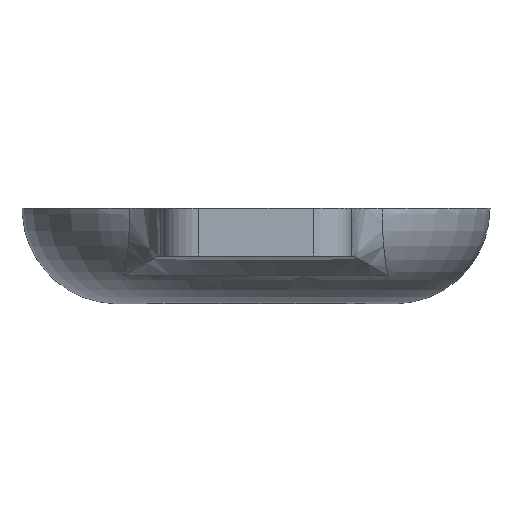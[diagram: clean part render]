
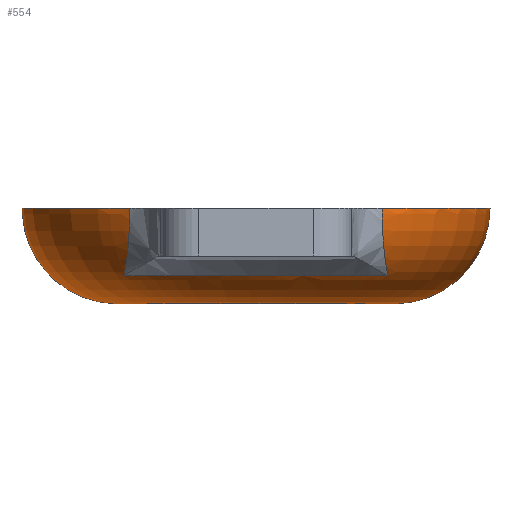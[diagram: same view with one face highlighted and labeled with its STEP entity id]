
A CAD part, front view. The second image highlights one B-rep face of the part: STEP entity #554.
In plain terms, the highlighted toroidal (fillet/blend) face has major radius 14.5 mm and minor radius 10 mm.
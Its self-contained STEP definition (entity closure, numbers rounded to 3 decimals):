
#15=TOROIDAL_SURFACE('',#612,14.5,10.);
#62=FACE_OUTER_BOUND('',#99,.T.);
#99=EDGE_LOOP('',(#452,#453,#454,#455,#456,#457,#458,#459,#460));
#123=CIRCLE('',#594,24.5);
#124=CIRCLE('',#595,24.5);
#132=CIRCLE('',#613,10.);
#133=CIRCLE('',#614,14.8);
#134=CIRCLE('',#615,14.8);
#156=B_SPLINE_CURVE_WITH_KNOTS('',3,(#1055,#1056,#1057,#1058,#1059,#1060),
 .UNSPECIFIED.,.F.,.F.,(4,1,1,4),(0.,0.591,
0.985,1.378),.UNSPECIFIED.);
#158=B_SPLINE_CURVE_WITH_KNOTS('',3,(#1106,#1107,#1108,#1109,#1110,#1111),
 .UNSPECIFIED.,.F.,.F.,(4,1,1,4),(-1.378,-0.985,
-0.591,0.),.UNSPECIFIED.);
#160=B_SPLINE_CURVE_WITH_KNOTS('',3,(#1160,#1161,#1162,#1163,#1164,#1165,
#1166,#1167),.UNSPECIFIED.,.F.,.F.,(4,1,1,1,1,4),(-3.02,-2.496,
-1.971,-0.922,0.126,0.651),
 .UNSPECIFIED.);
#243=VERTEX_POINT('',#915);
#244=VERTEX_POINT('',#926);
#245=VERTEX_POINT('',#928);
#262=VERTEX_POINT('',#1054);
#263=VERTEX_POINT('',#1105);
#264=VERTEX_POINT('',#1170);
#265=VERTEX_POINT('',#1172);
#300=EDGE_CURVE('',#243,#244,#123,.T.);
#301=EDGE_CURVE('',#244,#245,#124,.T.);
#328=EDGE_CURVE('',#245,#262,#156,.T.);
#330=EDGE_CURVE('',#263,#243,#158,.T.);
#332=EDGE_CURVE('',#262,#263,#160,.T.);
#333=EDGE_CURVE('',#244,#264,#132,.T.);
#334=EDGE_CURVE('',#264,#265,#133,.T.);
#335=EDGE_CURVE('',#265,#264,#134,.T.);
#452=ORIENTED_EDGE('',*,*,#328,.F.);
#453=ORIENTED_EDGE('',*,*,#301,.F.);
#454=ORIENTED_EDGE('',*,*,#333,.T.);
#455=ORIENTED_EDGE('',*,*,#334,.T.);
#456=ORIENTED_EDGE('',*,*,#335,.T.);
#457=ORIENTED_EDGE('',*,*,#333,.F.);
#458=ORIENTED_EDGE('',*,*,#300,.F.);
#459=ORIENTED_EDGE('',*,*,#330,.F.);
#460=ORIENTED_EDGE('',*,*,#332,.F.);
#554=ADVANCED_FACE('',(#62),#15,.T.);
#594=AXIS2_PLACEMENT_3D('',#927,#665,#666);
#595=AXIS2_PLACEMENT_3D('',#929,#667,#668);
#612=AXIS2_PLACEMENT_3D('',#1169,#712,#713);
#613=AXIS2_PLACEMENT_3D('',#1171,#714,#715);
#614=AXIS2_PLACEMENT_3D('',#1173,#716,#717);
#615=AXIS2_PLACEMENT_3D('',#1174,#718,#719);
#665=DIRECTION('center_axis',(0.,0.,1.));
#666=DIRECTION('ref_axis',(1.,0.,0.));
#667=DIRECTION('center_axis',(0.,0.,1.));
#668=DIRECTION('ref_axis',(1.,0.,0.));
#712=DIRECTION('center_axis',(0.,0.,1.));
#713=DIRECTION('ref_axis',(-1.,0.,0.));
#714=DIRECTION('center_axis',(0.,1.,0.));
#715=DIRECTION('ref_axis',(1.,0.,0.));
#716=DIRECTION('center_axis',(0.,0.,1.));
#717=DIRECTION('ref_axis',(1.,0.,0.));
#718=DIRECTION('center_axis',(0.,0.,1.));
#719=DIRECTION('ref_axis',(1.,0.,0.));
#915=CARTESIAN_POINT('',(13.222,-20.626,-76.903));
#926=CARTESIAN_POINT('',(24.5,0.,-76.903));
#927=CARTESIAN_POINT('Origin',(0.,0.,-76.903));
#928=CARTESIAN_POINT('',(-13.222,-20.626,-76.903));
#929=CARTESIAN_POINT('Origin',(0.,0.,-76.903));
#1054=CARTESIAN_POINT('',(-13.824,-16.575,-83.962));
#1055=CARTESIAN_POINT('Ctrl Pts',(-13.222,-20.626,-76.903));
#1056=CARTESIAN_POINT('Ctrl Pts',(-13.222,-20.626,-78.062));
#1057=CARTESIAN_POINT('Ctrl Pts',(-13.281,-20.18,-79.993));
#1058=CARTESIAN_POINT('Ctrl Pts',(-13.501,-18.63,-82.321));
#1059=CARTESIAN_POINT('Ctrl Pts',(-13.699,-17.344,-83.45));
#1060=CARTESIAN_POINT('Ctrl Pts',(-13.824,-16.575,-83.962));
#1105=CARTESIAN_POINT('',(13.824,-16.575,-83.962));
#1106=CARTESIAN_POINT('Ctrl Pts',(13.824,-16.575,-83.962));
#1107=CARTESIAN_POINT('Ctrl Pts',(13.699,-17.344,-83.45));
#1108=CARTESIAN_POINT('Ctrl Pts',(13.501,-18.63,-82.321));
#1109=CARTESIAN_POINT('Ctrl Pts',(13.281,-20.18,-79.993));
#1110=CARTESIAN_POINT('Ctrl Pts',(13.222,-20.626,-78.062));
#1111=CARTESIAN_POINT('Ctrl Pts',(13.222,-20.626,-76.903));
#1160=CARTESIAN_POINT('Ctrl Pts',(-13.824,-16.575,-83.962));
#1161=CARTESIAN_POINT('Ctrl Pts',(-12.69,-17.521,-83.962));
#1162=CARTESIAN_POINT('Ctrl Pts',(-10.297,-19.127,-83.962));
#1163=CARTESIAN_POINT('Ctrl Pts',(-5.033,-21.328,-83.962));
#1164=CARTESIAN_POINT('Ctrl Pts',(2.192,-22.045,-83.962));
#1165=CARTESIAN_POINT('Ctrl Pts',(9.11,-19.93,-83.962));
#1166=CARTESIAN_POINT('Ctrl Pts',(12.69,-17.521,-83.962));
#1167=CARTESIAN_POINT('Ctrl Pts',(13.824,-16.575,-83.962));
#1169=CARTESIAN_POINT('Origin',(0.,0.,-76.903));
#1170=CARTESIAN_POINT('',(14.8,0.,-86.899));
#1171=CARTESIAN_POINT('Origin',(14.5,0.,-76.903));
#1172=CARTESIAN_POINT('',(0.,14.8,-86.899));
#1173=CARTESIAN_POINT('Origin',(0.,0.,-86.899));
#1174=CARTESIAN_POINT('Origin',(0.,0.,-86.899));
